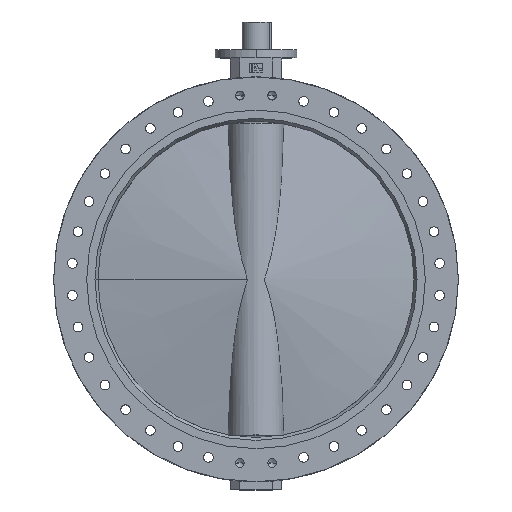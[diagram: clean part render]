
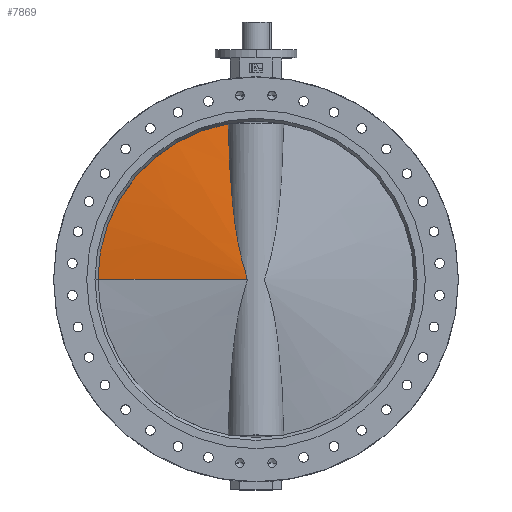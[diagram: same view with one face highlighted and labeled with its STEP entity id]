
A CAD part, top view. The second image highlights one B-rep face of the part: STEP entity #7869.
In plain terms, the highlighted conical face has half-angle 80.856 degrees and reference radius 683.427 mm.
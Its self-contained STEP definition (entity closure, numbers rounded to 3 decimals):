
#23 = VERTEX_POINT ( 'NONE', #937 ) ;
#203 = VERTEX_POINT ( 'NONE', #895 ) ;
#258 = VERTEX_POINT ( 'NONE', #793 ) ;
#793 = CARTESIAN_POINT ( 'NONE',  ( -113.94, 0., -37.653 ) ) ;
#895 = CARTESIAN_POINT ( 'NONE',  ( -10.267, 671.202, -119.56 ) ) ;
#937 = CARTESIAN_POINT ( 'NONE',  ( -10.267, 0., -681.767 ) ) ;
#1853 = FACE_OUTER_BOUND ( 'NONE', #8387, .T. ) ;
#1857 = CONICAL_SURFACE ( 'NONE', #10847, 683.427, 1.411 ) ;
#2237 = DIRECTION ( 'NONE',  ( 0., 0., -1. ) ) ;
#2238 = CARTESIAN_POINT ( 'NONE',  ( -10., 0., 0. ) ) ;
#2239 = DIRECTION ( 'NONE',  ( 1., 0., 0. ) ) ;
#5533 = LINE ( 'NONE', #6382, #5534 ) ;
#5534 = VECTOR ( 'NONE', #6383, 1000. ) ;
#5552 = CIRCLE ( 'NONE', #10723, 681.767 ) ;
#6382 = CARTESIAN_POINT ( 'NONE',  ( -10., 0., -683.427 ) ) ;
#6383 = DIRECTION ( 'NONE',  ( 0.159, 0., -0.987 ) ) ;
#6616 = CARTESIAN_POINT ( 'NONE',  ( -10.267, 671.202, -119.56 ) ) ;
#6617 = CARTESIAN_POINT ( 'NONE',  ( -14.754, 642.954, -119.175 ) ) ;
#6621 = CARTESIAN_POINT ( 'NONE',  ( -19.24, 614.711, -118.536 ) ) ;
#6622 = CARTESIAN_POINT ( 'NONE',  ( -28.209, 558.239, -116.727 ) ) ;
#6623 = CARTESIAN_POINT ( 'NONE',  ( -32.693, 530.009, -115.557 ) ) ;
#6624 = CARTESIAN_POINT ( 'NONE',  ( -41.656, 473.564, -112.637 ) ) ;
#6625 = CARTESIAN_POINT ( 'NONE',  ( -46.133, 445.366, -110.888 ) ) ;
#6626 = CARTESIAN_POINT ( 'NONE',  ( -55.076, 389.027, -106.728 ) ) ;
#6627 = CARTESIAN_POINT ( 'NONE',  ( -59.542, 360.886, -104.319 ) ) ;
#6628 = CARTESIAN_POINT ( 'NONE',  ( -66.231, 318.726, -100.102 ) ) ;
#6629 = CARTESIAN_POINT ( 'NONE',  ( -68.459, 304.681, -98.595 ) ) ;
#6630 = CARTESIAN_POINT ( 'NONE',  ( -72.91, 276.61, -95.351 ) ) ;
#6631 = CARTESIAN_POINT ( 'NONE',  ( -75.133, 262.584, -93.613 ) ) ;
#6632 = CARTESIAN_POINT ( 'NONE',  ( -79.574, 234.558, -89.869 ) ) ;
#6633 = CARTESIAN_POINT ( 'NONE',  ( -81.79, 220.566, -87.864 ) ) ;
#6634 = CARTESIAN_POINT ( 'NONE',  ( -86.209, 192.636, -83.532 ) ) ;
#6635 = CARTESIAN_POINT ( 'NONE',  ( -88.413, 178.697, -81.205 ) ) ;
#6636 = CARTESIAN_POINT ( 'NONE',  ( -92.803, 150.886, -76.149 ) ) ;
#6637 = CARTESIAN_POINT ( 'NONE',  ( -94.99, 137.013, -73.421 ) ) ;
#6638 = CARTESIAN_POINT ( 'NONE',  ( -98.248, 116.268, -68.926 ) ) ;
#6639 = CARTESIAN_POINT ( 'NONE',  ( -99.329, 109.369, -67.362 ) ) ;
#6640 = CARTESIAN_POINT ( 'NONE',  ( -101.478, 95.612, -64.078 ) ) ;
#6641 = CARTESIAN_POINT ( 'NONE',  ( -102.546, 88.753, -62.359 ) ) ;
#6642 = CARTESIAN_POINT ( 'NONE',  ( -104.662, 75.083, -58.739 ) ) ;
#6643 = CARTESIAN_POINT ( 'NONE',  ( -105.71, 68.272, -56.837 ) ) ;
#6644 = CARTESIAN_POINT ( 'NONE',  ( -107.255, 58.092, -53.83 ) ) ;
#6645 = CARTESIAN_POINT ( 'NONE',  ( -107.765, 54.706, -52.801 ) ) ;
#6646 = CARTESIAN_POINT ( 'NONE',  ( -108.773, 47.944, -50.694 ) ) ;
#6647 = CARTESIAN_POINT ( 'NONE',  ( -109.27, 44.569, -49.614 ) ) ;
#6648 = CARTESIAN_POINT ( 'NONE',  ( -110.242, 37.827, -47.415 ) ) ;
#6649 = CARTESIAN_POINT ( 'NONE',  ( -110.717, 34.46, -46.294 ) ) ;
#6650 = CARTESIAN_POINT ( 'NONE',  ( -111.402, 29.408, -44.609 ) ) ;
#6651 = CARTESIAN_POINT ( 'NONE',  ( -111.625, 27.723, -44.047 ) ) ;
#6652 = CARTESIAN_POINT ( 'NONE',  ( -112.058, 24.349, -42.935 ) ) ;
#6653 = CARTESIAN_POINT ( 'NONE',  ( -112.267, 22.66, -42.384 ) ) ;
#6654 = CARTESIAN_POINT ( 'NONE',  ( -112.665, 19.271, -41.314 ) ) ;
#6655 = CARTESIAN_POINT ( 'NONE',  ( -112.855, 17.571, -40.794 ) ) ;
#6656 = CARTESIAN_POINT ( 'NONE',  ( -113.202, 14.151, -39.819 ) ) ;
#6657 = CARTESIAN_POINT ( 'NONE',  ( -113.361, 12.43, -39.364 ) ) ;
#6658 = CARTESIAN_POINT ( 'NONE',  ( -113.631, 8.95, -38.577 ) ) ;
#6659 = CARTESIAN_POINT ( 'NONE',  ( -113.743, 7.191, -38.244 ) ) ;
#6660 = CARTESIAN_POINT ( 'NONE',  ( -113.84, 4.953, -37.954 ) ) ;
#6661 = CARTESIAN_POINT ( 'NONE',  ( -113.857, 4.503, -37.902 ) ) ;
#6662 = CARTESIAN_POINT ( 'NONE',  ( -113.887, 3.6, -37.813 ) ) ;
#6663 = CARTESIAN_POINT ( 'NONE',  ( -113.899, 3.146, -37.775 ) ) ;
#6664 = CARTESIAN_POINT ( 'NONE',  ( -113.93, 1.792, -37.684 ) ) ;
#6665 = CARTESIAN_POINT ( 'NONE',  ( -113.94, 0.894, -37.653 ) ) ;
#6666 = CARTESIAN_POINT ( 'NONE',  ( -113.94, 0., -37.653 ) ) ;
#6669 = CARTESIAN_POINT ( 'NONE',  ( -10.267, 0., 0. ) ) ;
#6670 = DIRECTION ( 'NONE',  ( -1., 0., 0. ) ) ;
#6671 = DIRECTION ( 'NONE',  ( 0., 0., 1. ) ) ;
#7611 = EDGE_CURVE ( 'NONE', #258, #23, #5533, .T. ) ;
#7631 = EDGE_CURVE ( 'NONE', #203, #258, #10981, .T. ) ;
#7632 = EDGE_CURVE ( 'NONE', #203, #23, #5552, .T. ) ;
#7869 = ADVANCED_FACE ( 'NONE', ( #1853 ), #1857, .T. ) ;
#8387 = EDGE_LOOP ( 'NONE', ( #8757, #8758, #8759 ) ) ;
#8757 = ORIENTED_EDGE ( 'NONE', *, *, #7611, .F. ) ;
#8758 = ORIENTED_EDGE ( 'NONE', *, *, #7631, .F. ) ;
#8759 = ORIENTED_EDGE ( 'NONE', *, *, #7632, .T. ) ;
#10723 = AXIS2_PLACEMENT_3D ( 'NONE', #6669, #6670, #6671 ) ;
#10847 = AXIS2_PLACEMENT_3D ( 'NONE', #2238, #2239, #2237 ) ;
#10981 = B_SPLINE_CURVE_WITH_KNOTS ( 'NONE', 3,
 ( #6616, #6617, #6621, #6622, #6623, #6624, #6625, #6626, #6627, #6628, #6629, #6630, #6631, #6632, #6633, #6634, #6635, #6636, #6637, #6638, #6639, #6640, #6641, #6642, #6643, #6644, #6645, #6646, #6647, #6648, #6649, #6650, #6651, #6652, #6653, #6654, #6655, #6656, #6657, #6658, #6659, #6660, #6661, #6662, #6663, #6664, #6665, #6666 ),
 .UNSPECIFIED., .F., .F.,
 ( 4, 2, 2, 2, 2, 2, 2, 2, 2, 2, 2, 2, 2, 2, 2, 2, 2, 2, 2, 2, 2, 2, 2, 4 ),
 ( 0.07, 0.156, 0.241, 0.327, 0.413, 0.456, 0.499, 0.542, 0.585, 0.628, 0.649, 0.67, 0.692, 0.703, 0.713, 0.724, 0.729, 0.735, 0.74, 0.746, 0.751, 0.752, 0.754, 0.756 ),
 .UNSPECIFIED. ) ;
